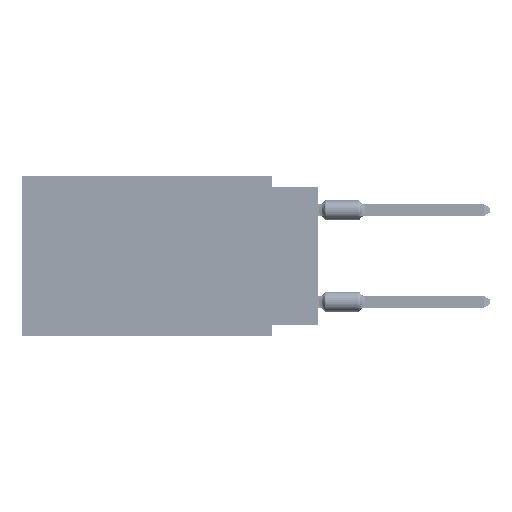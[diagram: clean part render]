
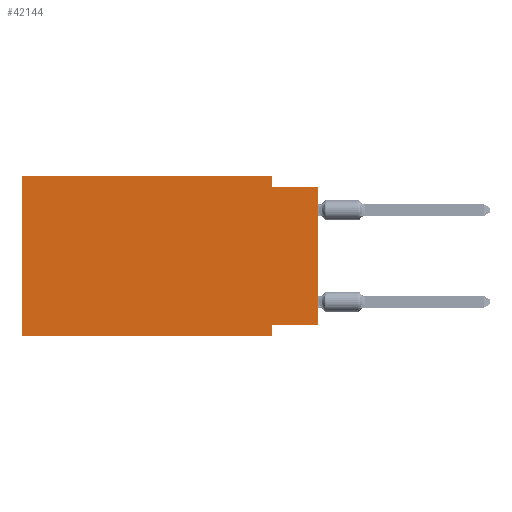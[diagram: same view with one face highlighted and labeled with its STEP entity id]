
A CAD part, left-side view. The second image highlights one B-rep face of the part: STEP entity #42144.
In plain terms, the highlighted planar face has unit normal (-1, 0, 0).
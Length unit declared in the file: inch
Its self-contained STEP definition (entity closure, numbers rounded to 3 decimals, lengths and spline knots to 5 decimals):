
#435 = AXIS2_PLACEMENT_3D ( 'NONE', #84782, #52602, #68168 ) ;
#717 = VERTEX_POINT ( 'NONE', #54246 ) ;
#3945 = ORIENTED_EDGE ( 'NONE', *, *, #36435, .T. ) ;
#4300 = LINE ( 'NONE', #10528, #43850 ) ;
#4951 = VECTOR ( 'NONE', #58717, 39.37008 ) ;
#5481 = CARTESIAN_POINT ( 'NONE',  ( 0., 0.1, -0.35 ) ) ;
#5685 = CARTESIAN_POINT ( 'NONE',  ( 0., 0.645, 0. ) ) ;
#10528 = CARTESIAN_POINT ( 'NONE',  ( 0., 0.645, 0. ) ) ;
#11259 = DIRECTION ( 'NONE',  ( 0., -1., 0. ) ) ;
#18387 = ORIENTED_EDGE ( 'NONE', *, *, #70825, .F. ) ;
#19030 = DIRECTION ( 'NONE',  ( 0., 0., -1. ) ) ;
#19943 = DIRECTION ( 'NONE',  ( 0., -1., 0. ) ) ;
#20150 = ORIENTED_EDGE ( 'NONE', *, *, #44194, .T. ) ;
#20166 = EDGE_CURVE ( 'NONE', #43010, #103789, #28796, .T. ) ;
#25009 = CARTESIAN_POINT ( 'NONE',  ( 0., 0., -0.025 ) ) ;
#25294 = CARTESIAN_POINT ( 'NONE',  ( 0., 0.1, -0.025 ) ) ;
#25849 = CARTESIAN_POINT ( 'NONE',  ( 0., 0., -0.325 ) ) ;
#28796 = LINE ( 'NONE', #62001, #52810 ) ;
#29714 = DIRECTION ( 'NONE',  ( 0., 0., 1. ) ) ;
#30775 = ORIENTED_EDGE ( 'NONE', *, *, #20166, .F. ) ;
#31782 = DIRECTION ( 'NONE',  ( 0., -1., 0. ) ) ;
#32546 = LINE ( 'NONE', #57457, #38264 ) ;
#34764 = CARTESIAN_POINT ( 'NONE',  ( 0., 0.1, -0.325 ) ) ;
#35456 = EDGE_CURVE ( 'NONE', #46444, #43010, #39942, .T. ) ;
#36185 = CARTESIAN_POINT ( 'NONE',  ( 0., 0.1, -0.35 ) ) ;
#36435 = EDGE_CURVE ( 'NONE', #717, #43614, #62154, .T. ) ;
#36550 = VERTEX_POINT ( 'NONE', #5685 ) ;
#37426 = VECTOR ( 'NONE', #19030, 39.37008 ) ;
#38264 = VECTOR ( 'NONE', #75158, 39.37008 ) ;
#39913 = EDGE_LOOP ( 'NONE', ( #20150, #30775, #91066, #18387, #47880, #3945, #40788, #72199 ) ) ;
#39942 = LINE ( 'NONE', #57633, #4951 ) ;
#40788 = ORIENTED_EDGE ( 'NONE', *, *, #95405, .F. ) ;
#42144 = ADVANCED_FACE ( 'NONE', ( #93098 ), #43231, .F. ) ;
#43010 = VERTEX_POINT ( 'NONE', #25294 ) ;
#43231 = PLANE ( 'NONE',  #435 ) ;
#43614 = VERTEX_POINT ( 'NONE', #5481 ) ;
#43850 = VECTOR ( 'NONE', #29714, 39.37008 ) ;
#44194 = EDGE_CURVE ( 'NONE', #83608, #103789, #57337, .T. ) ;
#46444 = VERTEX_POINT ( 'NONE', #63629 ) ;
#47880 = ORIENTED_EDGE ( 'NONE', *, *, #56458, .F. ) ;
#48420 = LINE ( 'NONE', #89386, #55906 ) ;
#49025 = VERTEX_POINT ( 'NONE', #34764 ) ;
#49576 = CARTESIAN_POINT ( 'NONE',  ( 0., 0., 0. ) ) ;
#50141 = DIRECTION ( 'NONE',  ( 0., 0., 1. ) ) ;
#52602 = DIRECTION ( 'NONE',  ( 1., 0., 0. ) ) ;
#52810 = VECTOR ( 'NONE', #19943, 39.37008 ) ;
#54246 = CARTESIAN_POINT ( 'NONE',  ( 0., 0.645, -0.35 ) ) ;
#55906 = VECTOR ( 'NONE', #31782, 39.37008 ) ;
#56458 = EDGE_CURVE ( 'NONE', #717, #36550, #4300, .T. ) ;
#57337 = LINE ( 'NONE', #49576, #76095 ) ;
#57457 = CARTESIAN_POINT ( 'NONE',  ( 0., 0., -0.325 ) ) ;
#57633 = CARTESIAN_POINT ( 'NONE',  ( 0., 0.1, 0. ) ) ;
#58717 = DIRECTION ( 'NONE',  ( 0., 0., -1. ) ) ;
#62001 = CARTESIAN_POINT ( 'NONE',  ( 0., 0., -0.025 ) ) ;
#62154 = LINE ( 'NONE', #87062, #65230 ) ;
#63629 = CARTESIAN_POINT ( 'NONE',  ( 0., 0.1, 0. ) ) ;
#65230 = VECTOR ( 'NONE', #11259, 39.37008 ) ;
#68168 = DIRECTION ( 'NONE',  ( 0., 0., -1. ) ) ;
#70825 = EDGE_CURVE ( 'NONE', #36550, #46444, #48420, .T. ) ;
#71268 = EDGE_CURVE ( 'NONE', #83608, #49025, #32546, .T. ) ;
#72199 = ORIENTED_EDGE ( 'NONE', *, *, #71268, .F. ) ;
#75158 = DIRECTION ( 'NONE',  ( 0., 1., 0. ) ) ;
#76095 = VECTOR ( 'NONE', #50141, 39.37008 ) ;
#83608 = VERTEX_POINT ( 'NONE', #25849 ) ;
#84782 = CARTESIAN_POINT ( 'NONE',  ( 0., 0.645, 0. ) ) ;
#87062 = CARTESIAN_POINT ( 'NONE',  ( 0., 0.645, -0.35 ) ) ;
#89386 = CARTESIAN_POINT ( 'NONE',  ( 0., 0.645, 0. ) ) ;
#91066 = ORIENTED_EDGE ( 'NONE', *, *, #35456, .F. ) ;
#93098 = FACE_OUTER_BOUND ( 'NONE', #39913, .T. ) ;
#95405 = EDGE_CURVE ( 'NONE', #49025, #43614, #103742, .T. ) ;
#103742 = LINE ( 'NONE', #36185, #37426 ) ;
#103789 = VERTEX_POINT ( 'NONE', #25009 ) ;
